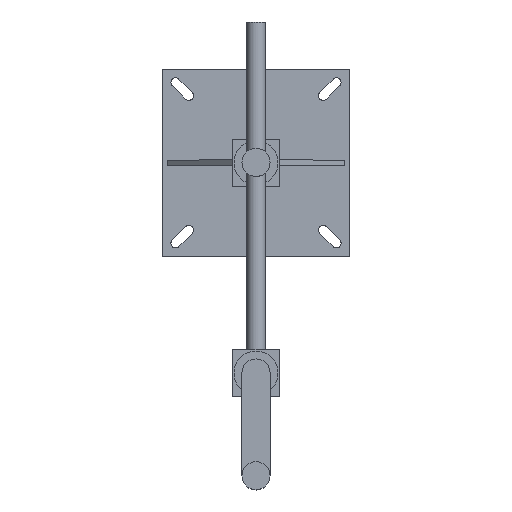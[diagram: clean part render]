
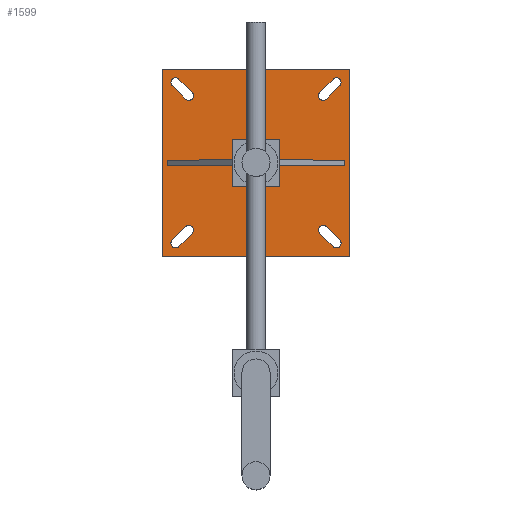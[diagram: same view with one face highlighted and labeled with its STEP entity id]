
A CAD part, top view. The second image highlights one B-rep face of the part: STEP entity #1599.
In plain terms, the highlighted planar face has unit normal (0, 0, 1).
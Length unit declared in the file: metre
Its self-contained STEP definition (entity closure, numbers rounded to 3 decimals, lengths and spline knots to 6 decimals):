
#126=LINE('',#2881,#254);
#127=LINE('',#2885,#255);
#128=LINE('',#2889,#256);
#129=LINE('',#2893,#257);
#130=LINE('',#2896,#258);
#131=LINE('',#2899,#259);
#132=LINE('',#2901,#260);
#133=LINE('',#2903,#261);
#134=LINE('',#2904,#262);
#135=LINE('',#2909,#263);
#136=LINE('',#2912,#264);
#137=LINE('',#2917,#265);
#254=VECTOR('',#2337,1.);
#255=VECTOR('',#2340,1.);
#256=VECTOR('',#2343,1.);
#257=VECTOR('',#2346,1.);
#258=VECTOR('',#2349,1.);
#259=VECTOR('',#2350,1.);
#260=VECTOR('',#2351,1.);
#261=VECTOR('',#2352,1.);
#262=VECTOR('',#2353,1.);
#263=VECTOR('',#2356,1.);
#264=VECTOR('',#2359,1.);
#265=VECTOR('',#2362,1.);
#593=ORIENTED_EDGE('',*,*,#849,.F.);
#594=ORIENTED_EDGE('',*,*,#850,.T.);
#595=ORIENTED_EDGE('',*,*,#851,.F.);
#596=ORIENTED_EDGE('',*,*,#852,.F.);
#597=ORIENTED_EDGE('',*,*,#853,.F.);
#598=ORIENTED_EDGE('',*,*,#854,.T.);
#599=ORIENTED_EDGE('',*,*,#855,.F.);
#600=ORIENTED_EDGE('',*,*,#856,.F.);
#601=ORIENTED_EDGE('',*,*,#857,.F.);
#602=ORIENTED_EDGE('',*,*,#858,.F.);
#603=ORIENTED_EDGE('',*,*,#859,.T.);
#604=ORIENTED_EDGE('',*,*,#860,.T.);
#605=ORIENTED_EDGE('',*,*,#861,.F.);
#606=ORIENTED_EDGE('',*,*,#862,.F.);
#607=ORIENTED_EDGE('',*,*,#863,.T.);
#608=ORIENTED_EDGE('',*,*,#864,.T.);
#609=ORIENTED_EDGE('',*,*,#865,.T.);
#610=ORIENTED_EDGE('',*,*,#866,.F.);
#611=ORIENTED_EDGE('',*,*,#867,.T.);
#612=ORIENTED_EDGE('',*,*,#868,.T.);
#613=ORIENTED_EDGE('',*,*,#869,.T.);
#849=EDGE_CURVE('',#1011,#1012,#1097,.T.);
#850=EDGE_CURVE('',#1011,#1013,#126,.T.);
#851=EDGE_CURVE('',#1014,#1013,#1098,.T.);
#852=EDGE_CURVE('',#1012,#1014,#127,.T.);
#853=EDGE_CURVE('',#1015,#1016,#1099,.T.);
#854=EDGE_CURVE('',#1015,#1017,#128,.T.);
#855=EDGE_CURVE('',#1018,#1017,#1100,.T.);
#856=EDGE_CURVE('',#1016,#1018,#129,.T.);
#857=EDGE_CURVE('',#1019,#1019,#1101,.T.);
#858=EDGE_CURVE('',#1020,#1021,#130,.T.);
#859=EDGE_CURVE('',#1020,#1022,#131,.T.);
#860=EDGE_CURVE('',#1022,#1023,#132,.T.);
#861=EDGE_CURVE('',#1021,#1023,#133,.T.);
#862=EDGE_CURVE('',#1024,#1025,#134,.T.);
#863=EDGE_CURVE('',#1024,#1026,#1102,.F.);
#864=EDGE_CURVE('',#1026,#1027,#135,.T.);
#865=EDGE_CURVE('',#1027,#1025,#1103,.F.);
#866=EDGE_CURVE('',#1028,#1029,#136,.T.);
#867=EDGE_CURVE('',#1028,#1030,#1104,.F.);
#868=EDGE_CURVE('',#1030,#1031,#137,.T.);
#869=EDGE_CURVE('',#1031,#1029,#1105,.F.);
#1011=VERTEX_POINT('',#2879);
#1012=VERTEX_POINT('',#2880);
#1013=VERTEX_POINT('',#2882);
#1014=VERTEX_POINT('',#2884);
#1015=VERTEX_POINT('',#2887);
#1016=VERTEX_POINT('',#2888);
#1017=VERTEX_POINT('',#2890);
#1018=VERTEX_POINT('',#2892);
#1019=VERTEX_POINT('',#2895);
#1020=VERTEX_POINT('',#2897);
#1021=VERTEX_POINT('',#2898);
#1022=VERTEX_POINT('',#2900);
#1023=VERTEX_POINT('',#2902);
#1024=VERTEX_POINT('',#2905);
#1025=VERTEX_POINT('',#2906);
#1026=VERTEX_POINT('',#2908);
#1027=VERTEX_POINT('',#2910);
#1028=VERTEX_POINT('',#2913);
#1029=VERTEX_POINT('',#2914);
#1030=VERTEX_POINT('',#2916);
#1031=VERTEX_POINT('',#2918);
#1097=CIRCLE('',#1925,0.005);
#1098=CIRCLE('',#1926,0.005);
#1099=CIRCLE('',#1927,0.005);
#1100=CIRCLE('',#1928,0.005);
#1101=CIRCLE('',#1929,0.0235);
#1102=CIRCLE('',#1930,0.005);
#1103=CIRCLE('',#1931,0.005);
#1104=CIRCLE('',#1932,0.005);
#1105=CIRCLE('',#1933,0.005);
#1243=EDGE_LOOP('',(#593,#594,#595,#596));
#1244=EDGE_LOOP('',(#597,#598,#599,#600));
#1245=EDGE_LOOP('',(#601));
#1246=EDGE_LOOP('',(#602,#603,#604,#605));
#1247=EDGE_LOOP('',(#606,#607,#608,#609));
#1248=EDGE_LOOP('',(#610,#611,#612,#613));
#1405=FACE_BOUND('',#1243,.T.);
#1406=FACE_BOUND('',#1244,.T.);
#1407=FACE_BOUND('',#1245,.T.);
#1408=FACE_BOUND('',#1246,.T.);
#1409=FACE_BOUND('',#1247,.T.);
#1410=FACE_BOUND('',#1248,.T.);
#1501=PLANE('',#1924);
#1599=ADVANCED_FACE('',(#1405,#1406,#1407,#1408,#1409,#1410),#1501,.T.);
#1924=AXIS2_PLACEMENT_3D('',#2877,#2333,#2334);
#1925=AXIS2_PLACEMENT_3D('',#2878,#2335,#2336);
#1926=AXIS2_PLACEMENT_3D('',#2883,#2338,#2339);
#1927=AXIS2_PLACEMENT_3D('',#2886,#2341,#2342);
#1928=AXIS2_PLACEMENT_3D('',#2891,#2344,#2345);
#1929=AXIS2_PLACEMENT_3D('',#2894,#2347,#2348);
#1930=AXIS2_PLACEMENT_3D('',#2907,#2354,#2355);
#1931=AXIS2_PLACEMENT_3D('',#2911,#2357,#2358);
#1932=AXIS2_PLACEMENT_3D('',#2915,#2360,#2361);
#1933=AXIS2_PLACEMENT_3D('',#2919,#2363,#2364);
#2333=DIRECTION('',(0.,0.,1.));
#2334=DIRECTION('',(1.,0.,0.));
#2335=DIRECTION('',(0.,0.,1.));
#2336=DIRECTION('',(1.,0.,0.));
#2337=DIRECTION('',(-0.707,0.707,0.));
#2338=DIRECTION('',(0.,0.,1.));
#2339=DIRECTION('',(1.,0.,0.));
#2340=DIRECTION('',(-0.707,0.707,0.));
#2341=DIRECTION('',(0.,0.,1.));
#2342=DIRECTION('',(1.,0.,0.));
#2343=DIRECTION('',(0.707,-0.707,0.));
#2344=DIRECTION('',(0.,0.,1.));
#2345=DIRECTION('',(1.,0.,0.));
#2346=DIRECTION('',(0.707,-0.707,0.));
#2347=DIRECTION('',(0.,0.,1.));
#2348=DIRECTION('',(1.,0.,0.));
#2349=DIRECTION('',(-1.,0.,0.));
#2350=DIRECTION('',(0.,1.,0.));
#2351=DIRECTION('',(-1.,0.,0.));
#2352=DIRECTION('',(0.,1.,0.));
#2353=DIRECTION('',(-0.707,-0.707,0.));
#2354=DIRECTION('',(0.,0.,1.));
#2355=DIRECTION('',(1.,0.,0.));
#2356=DIRECTION('',(-0.707,-0.707,0.));
#2357=DIRECTION('',(0.,0.,1.));
#2358=DIRECTION('',(1.,0.,0.));
#2359=DIRECTION('',(0.707,0.707,0.));
#2360=DIRECTION('',(0.,0.,1.));
#2361=DIRECTION('',(1.,0.,0.));
#2362=DIRECTION('',(0.707,0.707,0.));
#2363=DIRECTION('',(0.,0.,1.));
#2364=DIRECTION('',(1.,0.,0.));
#2877=CARTESIAN_POINT('',(0.,0.,0.01));
#2878=CARTESIAN_POINT('',(-0.071716,0.071716,0.01));
#2879=CARTESIAN_POINT('',(-0.075251,0.06818,0.01));
#2880=CARTESIAN_POINT('',(-0.06818,0.075251,0.01));
#2881=CARTESIAN_POINT('',(-0.003536,-0.003536,0.01));
#2882=CARTESIAN_POINT('',(-0.089393,0.082322,0.01));
#2883=CARTESIAN_POINT('',(-0.085858,0.085858,0.01));
#2884=CARTESIAN_POINT('',(-0.082322,0.089393,0.01));
#2885=CARTESIAN_POINT('',(0.003536,0.003536,0.01));
#2886=CARTESIAN_POINT('',(0.071716,-0.071716,0.01));
#2887=CARTESIAN_POINT('',(0.075251,-0.06818,0.01));
#2888=CARTESIAN_POINT('',(0.06818,-0.075251,0.01));
#2889=CARTESIAN_POINT('',(0.003536,0.003536,0.01));
#2890=CARTESIAN_POINT('',(0.089393,-0.082322,0.01));
#2891=CARTESIAN_POINT('',(0.085858,-0.085858,0.01));
#2892=CARTESIAN_POINT('',(0.082322,-0.089393,0.01));
#2893=CARTESIAN_POINT('',(-0.003536,-0.003536,0.01));
#2894=CARTESIAN_POINT('',(0.,0.,0.01));
#2895=CARTESIAN_POINT('',(0.0235,0.,0.01));
#2896=CARTESIAN_POINT('',(0.,-0.1,0.01));
#2897=CARTESIAN_POINT('',(0.1,-0.1,0.01));
#2898=CARTESIAN_POINT('',(-0.1,-0.1,0.01));
#2899=CARTESIAN_POINT('',(0.1,0.,0.01));
#2900=CARTESIAN_POINT('',(0.1,0.1,0.01));
#2901=CARTESIAN_POINT('',(0.,0.1,0.01));
#2902=CARTESIAN_POINT('',(-0.1,0.1,0.01));
#2903=CARTESIAN_POINT('',(-0.1,0.,0.01));
#2904=CARTESIAN_POINT('',(-0.003536,0.003536,0.01));
#2905=CARTESIAN_POINT('',(-0.075251,-0.06818,0.01));
#2906=CARTESIAN_POINT('',(-0.089393,-0.082322,0.01));
#2907=CARTESIAN_POINT('',(-0.071716,-0.071716,0.01));
#2908=CARTESIAN_POINT('',(-0.06818,-0.075251,0.01));
#2909=CARTESIAN_POINT('',(0.003536,-0.003536,0.01));
#2910=CARTESIAN_POINT('',(-0.082322,-0.089393,0.01));
#2911=CARTESIAN_POINT('',(-0.085858,-0.085858,0.01));
#2912=CARTESIAN_POINT('',(0.003536,-0.003536,0.01));
#2913=CARTESIAN_POINT('',(0.075251,0.06818,0.01));
#2914=CARTESIAN_POINT('',(0.089393,0.082322,0.01));
#2915=CARTESIAN_POINT('',(0.071716,0.071716,0.01));
#2916=CARTESIAN_POINT('',(0.06818,0.075251,0.01));
#2917=CARTESIAN_POINT('',(-0.003536,0.003536,0.01));
#2918=CARTESIAN_POINT('',(0.082322,0.089393,0.01));
#2919=CARTESIAN_POINT('',(0.085858,0.085858,0.01));
